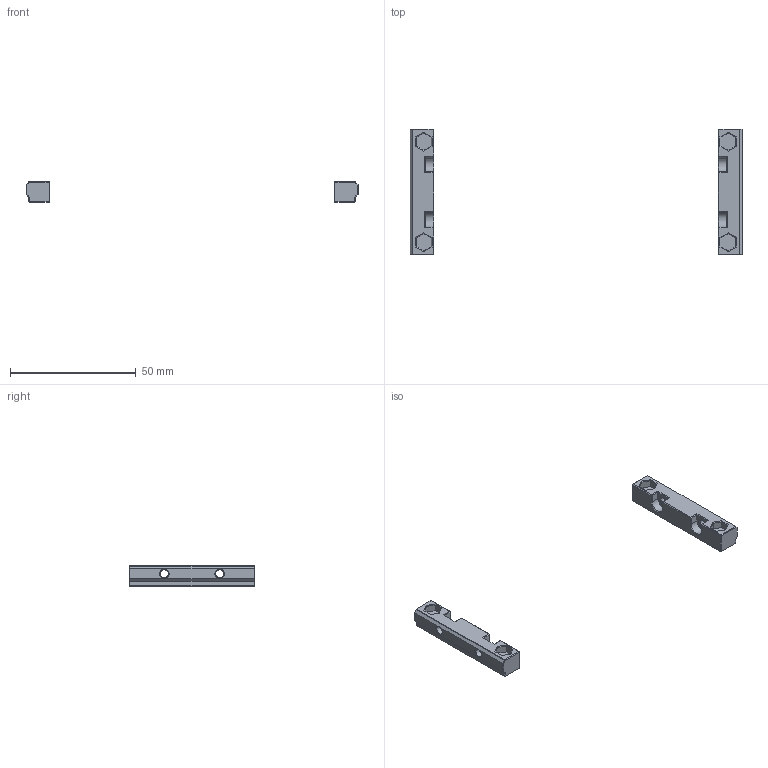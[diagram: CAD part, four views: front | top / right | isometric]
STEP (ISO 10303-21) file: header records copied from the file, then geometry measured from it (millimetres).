
FILE_DESCRIPTION(/* description */ (''),/* implementation_level */ '2;1');
FILE_NAME(/* name */ 'GBP_V2.4-center_bucket_mounts.step',/* time_stamp */ '2025-10-07T17:40:20+02:00',/* author */ (''),/* organization */ (''),/* preprocessor_version */ 'ST-DEVELOPER v20.1',/* originating_system */ 'Autodesk Translation Framework v14.17.0.0',/* authorisation */ '');
FILE_SCHEMA (('AUTOMOTIVE_DESIGN { 1 0 10303 214 3 1 1 }'));
Length unit declared in the file: millimetre
Products named in the file (1): GBP_V2.4-center_bucket_mounts
Bounding box: 132 x 50 x 8.3 mm (x, y, z)
Volume: 6481.8 mm3; surface area: 4195.3 mm2
Topology: 2 solids, 2 shells, 186 faces, 406 edges, 228 vertices
Faces by surface type: plane 166, cone 12, cylinder 8
Full cylindrical faces by diameter (mm): 3.2 x4
Entity records: 4882 total; most frequent: CARTESIAN_POINT 821, ORIENTED_EDGE 812, DIRECTION 808, EDGE_CURVE 406, LINE 378, VECTOR 378, VERTEX_POINT 228, AXIS2_PLACEMENT_3D 215
